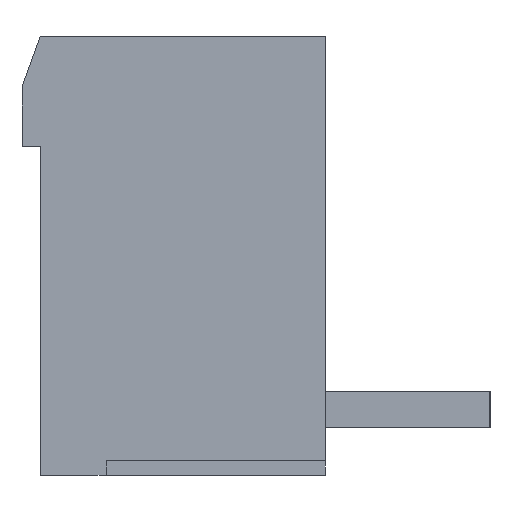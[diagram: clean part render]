
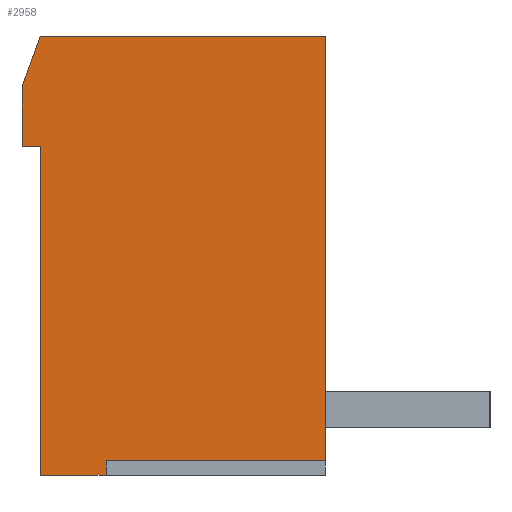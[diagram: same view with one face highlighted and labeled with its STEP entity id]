
A CAD part, left-side view. The second image highlights one B-rep face of the part: STEP entity #2958.
In plain terms, the highlighted planar face has unit normal (-1, 0, 0).
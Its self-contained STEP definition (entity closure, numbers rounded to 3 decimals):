
#134=DIRECTION('',(0.,1.,0.));
#135=VECTOR('',#134,1.8);
#136=CARTESIAN_POINT('',(-20.8,2.1,-12.));
#137=LINE('',#136,#135);
#138=DIRECTION('',(0.,0.,1.));
#139=VECTOR('',#138,9.);
#140=CARTESIAN_POINT('',(-20.8,3.9,-12.));
#141=LINE('',#140,#139);
#142=DIRECTION('',(0.,1.,0.));
#143=VECTOR('',#142,0.5);
#144=CARTESIAN_POINT('',(-20.8,3.9,-3.));
#145=LINE('',#144,#143);
#146=DIRECTION('',(0.,0.,1.));
#147=VECTOR('',#146,1.626);
#148=CARTESIAN_POINT('',(-20.8,4.4,-3.));
#149=LINE('',#148,#147);
#150=DIRECTION('',(0.,-0.342,0.94));
#151=VECTOR('',#150,1.462);
#152=CARTESIAN_POINT('',(-20.8,4.4,-1.374));
#153=LINE('',#152,#151);
#154=DIRECTION('',(0.,-1.,0.));
#155=VECTOR('',#154,7.8);
#156=CARTESIAN_POINT('',(-20.8,3.9,0.));
#157=LINE('',#156,#155);
#158=DIRECTION('',(0.,0.,-1.));
#159=VECTOR('',#158,11.6);
#160=CARTESIAN_POINT('',(-20.8,-3.9,0.));
#161=LINE('',#160,#159);
#162=DIRECTION('',(0.,1.,0.));
#163=VECTOR('',#162,6.);
#164=CARTESIAN_POINT('',(-20.8,-3.9,-11.6));
#165=LINE('',#164,#163);
#166=DIRECTION('',(0.,0.,1.));
#167=VECTOR('',#166,0.4);
#168=CARTESIAN_POINT('',(-20.8,2.1,-12.));
#169=LINE('',#168,#167);
#2298=CARTESIAN_POINT('',(-20.8,3.9,-3.));
#2299=CARTESIAN_POINT('',(-20.8,4.4,-3.));
#2300=VERTEX_POINT('',#2298);
#2301=VERTEX_POINT('',#2299);
#2302=CARTESIAN_POINT('',(-20.8,3.9,0.));
#2303=CARTESIAN_POINT('',(-20.8,-3.9,0.));
#2304=VERTEX_POINT('',#2302);
#2305=VERTEX_POINT('',#2303);
#2352=CARTESIAN_POINT('',(-20.8,2.1,-12.));
#2353=CARTESIAN_POINT('',(-20.8,3.9,-12.));
#2354=VERTEX_POINT('',#2352);
#2355=VERTEX_POINT('',#2353);
#2356=CARTESIAN_POINT('',(-20.8,4.4,-1.374));
#2357=VERTEX_POINT('',#2356);
#2372=CARTESIAN_POINT('',(-20.8,-3.9,-11.6));
#2373=CARTESIAN_POINT('',(-20.8,2.1,-11.6));
#2374=VERTEX_POINT('',#2372);
#2375=VERTEX_POINT('',#2373);
#2933=CARTESIAN_POINT('',(-20.8,0.,0.));
#2934=DIRECTION('',(1.,0.,0.));
#2935=DIRECTION('',(0.,0.,-1.));
#2936=AXIS2_PLACEMENT_3D('',#2933,#2934,#2935);
#2937=PLANE('',#2936);
#2939=ORIENTED_EDGE('',*,*,#2938,.T.);
#2941=ORIENTED_EDGE('',*,*,#2940,.T.);
#2943=ORIENTED_EDGE('',*,*,#2942,.T.);
#2945=ORIENTED_EDGE('',*,*,#2944,.T.);
#2947=ORIENTED_EDGE('',*,*,#2946,.T.);
#2949=ORIENTED_EDGE('',*,*,#2948,.T.);
#2951=ORIENTED_EDGE('',*,*,#2950,.T.);
#2953=ORIENTED_EDGE('',*,*,#2952,.T.);
#2955=ORIENTED_EDGE('',*,*,#2954,.F.);
#2956=EDGE_LOOP('',(#2939,#2941,#2943,#2945,#2947,#2949,#2951,#2953,#2955));
#2957=FACE_OUTER_BOUND('',#2956,.F.);
#2938=EDGE_CURVE('',#2354,#2355,#137,.T.);
#2940=EDGE_CURVE('',#2355,#2300,#141,.T.);
#2942=EDGE_CURVE('',#2300,#2301,#145,.T.);
#2944=EDGE_CURVE('',#2301,#2357,#149,.T.);
#2946=EDGE_CURVE('',#2357,#2304,#153,.T.);
#2948=EDGE_CURVE('',#2304,#2305,#157,.T.);
#2950=EDGE_CURVE('',#2305,#2374,#161,.T.);
#2952=EDGE_CURVE('',#2374,#2375,#165,.T.);
#2954=EDGE_CURVE('',#2354,#2375,#169,.T.);
#2958=ADVANCED_FACE('',(#2957),#2937,.F.);
